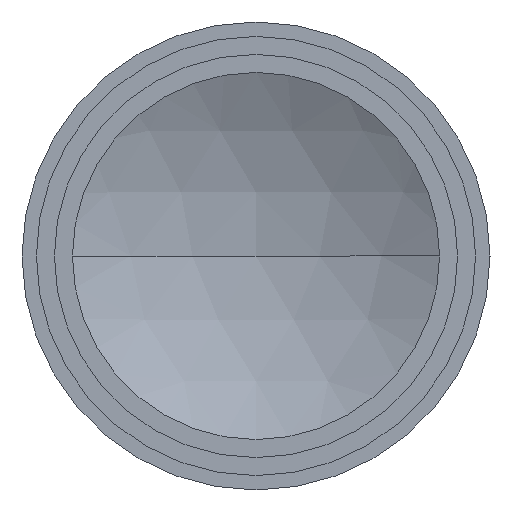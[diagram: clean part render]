
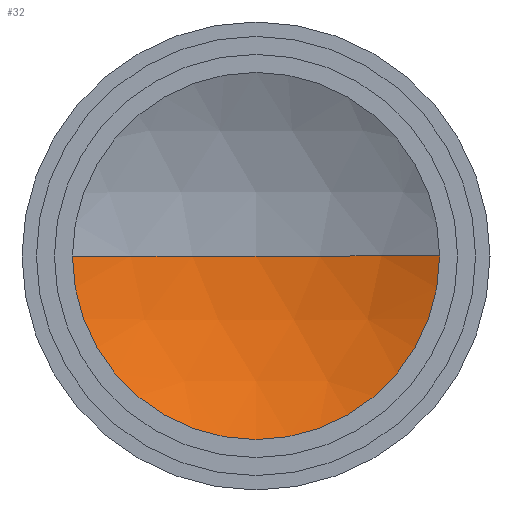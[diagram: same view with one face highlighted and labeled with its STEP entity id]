
A CAD part, left-side view. The second image highlights one B-rep face of the part: STEP entity #32.
In plain terms, the highlighted spherical face has radius 2.692 mm.
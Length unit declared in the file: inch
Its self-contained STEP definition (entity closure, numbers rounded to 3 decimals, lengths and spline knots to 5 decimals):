
#2 = EDGE_CURVE ( 'NONE', #261, #41, #306, .T. ) ;
#6 = EDGE_LOOP ( 'NONE', ( #144, #176, #308 ) ) ;
#21 = DIRECTION ( 'NONE',  ( 0., -1., 0. ) ) ;
#23 = DIRECTION ( 'NONE',  ( 0., 0., 1. ) ) ;
#28 = DIRECTION ( 'NONE',  ( 0., 0., 1. ) ) ;
#32 = ADVANCED_FACE ( 'NONE', ( #382 ), #217, .F. ) ;
#41 = VERTEX_POINT ( 'NONE', #364 ) ;
#50 = AXIS2_PLACEMENT_3D ( 'NONE', #425, #363, #389 ) ;
#59 = CIRCLE ( 'NONE', #50, 0.106 ) ;
#69 = CIRCLE ( 'NONE', #100, 0.106 ) ;
#87 = AXIS2_PLACEMENT_3D ( 'NONE', #369, #28, #99 ) ;
#99 = DIRECTION ( 'NONE',  ( 0., 1., 0. ) ) ;
#100 = AXIS2_PLACEMENT_3D ( 'NONE', #167, #23, #21 ) ;
#138 = DIRECTION ( 'NONE',  ( 1., 0., 0. ) ) ;
#144 = ORIENTED_EDGE ( 'NONE', *, *, #2, .F. ) ;
#167 = CARTESIAN_POINT ( 'NONE',  ( -1.09292, 0., 0. ) ) ;
#176 = ORIENTED_EDGE ( 'NONE', *, *, #214, .T. ) ;
#192 = CARTESIAN_POINT ( 'NONE',  ( -0.98692, 0., 0. ) ) ;
#214 = EDGE_CURVE ( 'NONE', #261, #246, #69, .T. ) ;
#217 = SPHERICAL_SURFACE ( 'NONE', #87, 0.106 ) ;
#241 = EDGE_CURVE ( 'NONE', #41, #246, #59, .T. ) ;
#246 = VERTEX_POINT ( 'NONE', #192 ) ;
#258 = CARTESIAN_POINT ( 'NONE',  ( -1., -0.051, 0. ) ) ;
#261 = VERTEX_POINT ( 'NONE', #258 ) ;
#306 = CIRCLE ( 'NONE', #346, 0.051 ) ;
#308 = ORIENTED_EDGE ( 'NONE', *, *, #241, .F. ) ;
#328 = DIRECTION ( 'NONE',  ( 0., 0., -1. ) ) ;
#346 = AXIS2_PLACEMENT_3D ( 'NONE', #438, #138, #328 ) ;
#363 = DIRECTION ( 'NONE',  ( 0., 0., -1. ) ) ;
#364 = CARTESIAN_POINT ( 'NONE',  ( -1., 0.051, 0. ) ) ;
#369 = CARTESIAN_POINT ( 'NONE',  ( -1.09292, 0., 0. ) ) ;
#382 = FACE_OUTER_BOUND ( 'NONE', #6, .T. ) ;
#389 = DIRECTION ( 'NONE',  ( -1., 0., 0. ) ) ;
#425 = CARTESIAN_POINT ( 'NONE',  ( -1.09292, 0., 0. ) ) ;
#438 = CARTESIAN_POINT ( 'NONE',  ( -1., 0., 0. ) ) ;
